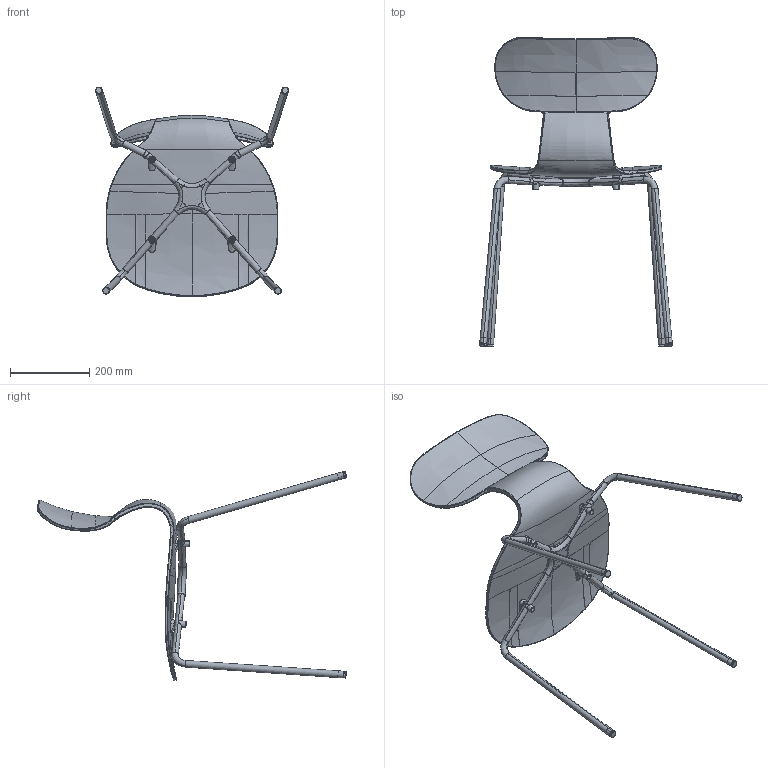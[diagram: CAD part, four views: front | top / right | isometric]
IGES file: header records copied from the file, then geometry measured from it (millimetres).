
Start section: SolidWorks IGES file using analytic representation for surfaces
Global section: file name: YUGO_ML.IGS; native system: SolidWorks 2011; preprocessor: SolidWorks 2011; author: Ýbrahim Mert; date: 150226.173911; units: millimetre
Bounding box: 487.82 x 782.63 x 530.01 mm (x, y, z)
Surface area: 832251.1 mm2 (no closed solid volume)
Topology: 0 solids, 0 shells, 470 faces, 8026 edges, 8062 vertices
Faces by surface type: bspline 361, revolution 109
